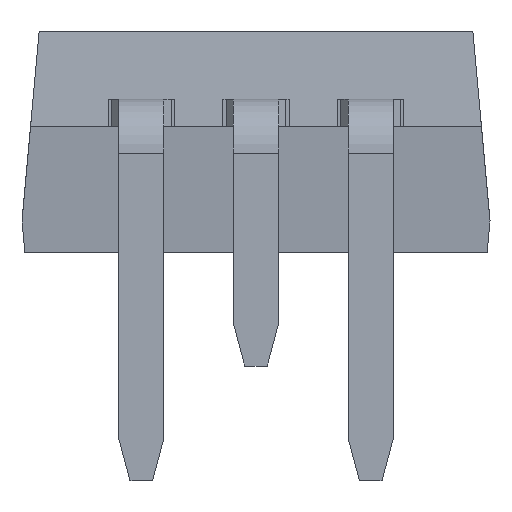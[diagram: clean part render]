
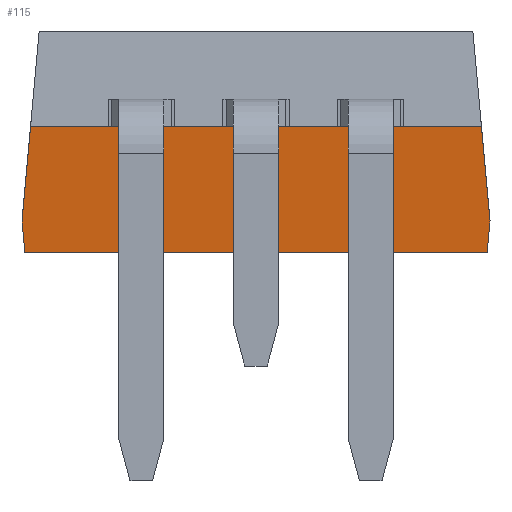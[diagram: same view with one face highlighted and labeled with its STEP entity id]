
A CAD part, front view. The second image highlights one B-rep face of the part: STEP entity #115.
In plain terms, the highlighted planar face has unit normal (0, -0.996, -0.09).
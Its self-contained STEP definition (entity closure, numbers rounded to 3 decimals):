
#115=ADVANCED_FACE('',(#943),#945,.F.);
#943=FACE_BOUND('',#944,.T.);
#944=EDGE_LOOP('',(#1578,#1579,#1580,#1581,#1582,#1583));
#945=PLANE('',#946);
#946=AXIS2_PLACEMENT_3D('',#947,#948,#949);
#947=CARTESIAN_POINT('',(5.18,7.55,2.8));
#948=DIRECTION('',(0.,0.996,0.09));
#949=DIRECTION('',(0.,0.09,-0.996));
#1578=ORIENTED_EDGE('',*,*,#2026,.F.);
#1579=ORIENTED_EDGE('',*,*,#2027,.F.);
#1580=ORIENTED_EDGE('',*,*,#2028,.T.);
#1581=ORIENTED_EDGE('',*,*,#2029,.F.);
#1582=ORIENTED_EDGE('',*,*,#2030,.F.);
#1583=ORIENTED_EDGE('',*,*,#2016,.F.);
#2016=EDGE_CURVE('',#2241,#2242,#2243,.T.);
#2026=EDGE_CURVE('',#2261,#2241,#2262,.F.);
#2027=EDGE_CURVE('',#2263,#2261,#2264,.F.);
#2028=EDGE_CURVE('',#2263,#2265,#2266,.T.);
#2029=EDGE_CURVE('',#2267,#2265,#2268,.F.);
#2030=EDGE_CURVE('',#2242,#2267,#2269,.F.);
#2241=VERTEX_POINT('',#2608);
#2242=VERTEX_POINT('',#2609);
#2243=LINE('',#2610,#2611);
#2261=VERTEX_POINT('',#2650);
#2262=LINE('',#2651,#2652);
#2263=VERTEX_POINT('',#2654);
#2264=LINE('',#2655,#2656);
#2265=VERTEX_POINT('',#2658);
#2266=LINE('',#2659,#2660);
#2267=VERTEX_POINT('',#2662);
#2268=LINE('',#2663,#2664);
#2269=LINE('',#2666,#2667);
#2608=CARTESIAN_POINT('',(5.117,7.803,0.));
#2609=CARTESIAN_POINT('',(-5.117,7.803,0.));
#2610=CARTESIAN_POINT('',(5.117,7.803,0.));
#2611=VECTOR('',#2612,1.);
#2612=DIRECTION('',(-1.,0.,0.));
#2650=CARTESIAN_POINT('',(5.18,7.74,0.7));
#2651=CARTESIAN_POINT('',(5.117,7.803,0.));
#2652=VECTOR('',#2653,1.);
#2653=DIRECTION('',(0.09,-0.09,0.992));
#2654=CARTESIAN_POINT('',(4.99,7.55,2.8));
#2655=CARTESIAN_POINT('',(5.18,7.74,0.7));
#2656=VECTOR('',#2657,1.);
#2657=DIRECTION('',(-0.09,-0.09,0.992));
#2658=CARTESIAN_POINT('',(-4.99,7.55,2.8));
#2659=CARTESIAN_POINT('',(4.99,7.55,2.8));
#2660=VECTOR('',#2661,1.);
#2661=DIRECTION('',(-1.,0.,0.));
#2662=CARTESIAN_POINT('',(-5.18,7.74,0.7));
#2663=CARTESIAN_POINT('',(-4.99,7.55,2.8));
#2664=VECTOR('',#2665,1.);
#2665=DIRECTION('',(-0.09,0.09,-0.992));
#2666=CARTESIAN_POINT('',(-5.18,7.74,0.7));
#2667=VECTOR('',#2668,1.);
#2668=DIRECTION('',(0.09,0.09,-0.992));
